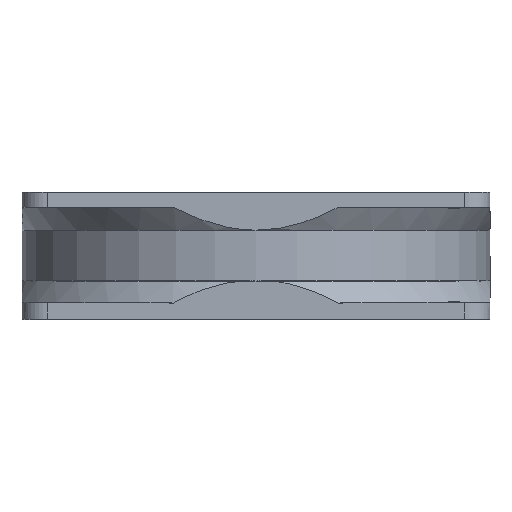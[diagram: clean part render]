
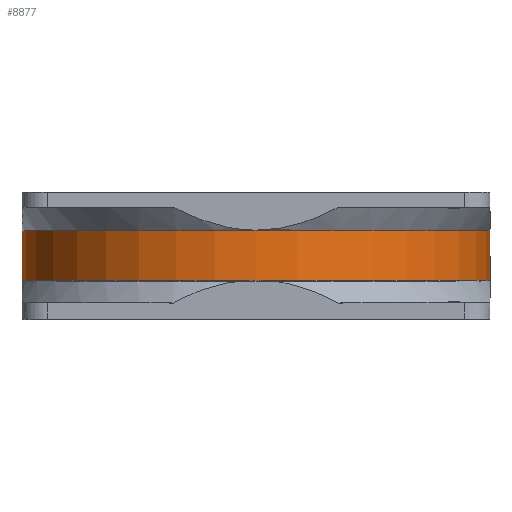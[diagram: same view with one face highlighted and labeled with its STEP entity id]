
A CAD part, top view. The second image highlights one B-rep face of the part: STEP entity #8877.
In plain terms, the highlighted cylindrical face has radius 46 mm (diameter 92 mm), a partial arc.
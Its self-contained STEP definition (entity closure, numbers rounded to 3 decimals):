
#333 = CARTESIAN_POINT ( 'NONE',  ( 92., 17.5, -46. ) ) ;
#647 = VERTEX_POINT ( 'NONE', #6302 ) ;
#761 = VERTEX_POINT ( 'NONE', #333 ) ;
#994 = VERTEX_POINT ( 'NONE', #2138 ) ;
#1091 = ORIENTED_EDGE ( 'NONE', *, *, #1706, .T. ) ;
#1130 = AXIS2_PLACEMENT_3D ( 'NONE', #2355, #4501, #4707 ) ;
#1280 = EDGE_CURVE ( 'NONE', #8149, #1482, #2684, .T. ) ;
#1388 = DIRECTION ( 'NONE',  ( 0., -1., 0. ) ) ;
#1482 = VERTEX_POINT ( 'NONE', #5936 ) ;
#1652 = CARTESIAN_POINT ( 'NONE',  ( 0., 0., -46. ) ) ;
#1706 = EDGE_CURVE ( 'NONE', #647, #1482, #6666, .T. ) ;
#1765 = DIRECTION ( 'NONE',  ( 1., 0., 0. ) ) ;
#1899 = EDGE_CURVE ( 'NONE', #3649, #647, #5822, .T. ) ;
#1915 = CARTESIAN_POINT ( 'NONE',  ( 46., 7.5, -46. ) ) ;
#1978 = AXIS2_PLACEMENT_3D ( 'NONE', #7280, #5608, #4185 ) ;
#1991 = FACE_OUTER_BOUND ( 'NONE', #7467, .T. ) ;
#2076 = CARTESIAN_POINT ( 'NONE',  ( 46., 7.5, 0. ) ) ;
#2138 = CARTESIAN_POINT ( 'NONE',  ( 92., 7.5, -46. ) ) ;
#2237 = ORIENTED_EDGE ( 'NONE', *, *, #6583, .F. ) ;
#2355 = CARTESIAN_POINT ( 'NONE',  ( 46., 17.5, -46. ) ) ;
#2582 = VECTOR ( 'NONE', #1388, 1000. ) ;
#2684 = CIRCLE ( 'NONE', #6157, 46. ) ;
#2845 = DIRECTION ( 'NONE',  ( 0., -1., 0. ) ) ;
#3625 = DIRECTION ( 'NONE',  ( 1., 0., 0. ) ) ;
#3649 = VERTEX_POINT ( 'NONE', #5538 ) ;
#3803 = EDGE_CURVE ( 'NONE', #761, #3649, #4106, .T. ) ;
#4043 = DIRECTION ( 'NONE',  ( 0., -1., 0. ) ) ;
#4106 = CIRCLE ( 'NONE', #4537, 46. ) ;
#4154 = DIRECTION ( 'NONE',  ( 0., -1., 0. ) ) ;
#4185 = DIRECTION ( 'NONE',  ( 1., 0., 0. ) ) ;
#4501 = DIRECTION ( 'NONE',  ( 0., -1., 0. ) ) ;
#4537 = AXIS2_PLACEMENT_3D ( 'NONE', #7501, #2845, #3625 ) ;
#4707 = DIRECTION ( 'NONE',  ( 1., 0., 0. ) ) ;
#4996 = DIRECTION ( 'NONE',  ( 1., 0., 0. ) ) ;
#5373 = LINE ( 'NONE', #9828, #2582 ) ;
#5538 = CARTESIAN_POINT ( 'NONE',  ( 46., 17.5, 0. ) ) ;
#5608 = DIRECTION ( 'NONE',  ( 0., -1., 0. ) ) ;
#5822 = CIRCLE ( 'NONE', #1130, 46. ) ;
#5936 = CARTESIAN_POINT ( 'NONE',  ( 0., 7.5, -46. ) ) ;
#6157 = AXIS2_PLACEMENT_3D ( 'NONE', #7249, #4154, #1765 ) ;
#6251 = ORIENTED_EDGE ( 'NONE', *, *, #1899, .T. ) ;
#6302 = CARTESIAN_POINT ( 'NONE',  ( 0., 17.5, -46. ) ) ;
#6485 = ORIENTED_EDGE ( 'NONE', *, *, #1280, .F. ) ;
#6583 = EDGE_CURVE ( 'NONE', #994, #8149, #9272, .T. ) ;
#6666 = LINE ( 'NONE', #1652, #8497 ) ;
#7249 = CARTESIAN_POINT ( 'NONE',  ( 46., 7.5, -46. ) ) ;
#7280 = CARTESIAN_POINT ( 'NONE',  ( 46., 0., -46. ) ) ;
#7467 = EDGE_LOOP ( 'NONE', ( #6251, #1091, #6485, #2237, #8244, #7878 ) ) ;
#7501 = CARTESIAN_POINT ( 'NONE',  ( 46., 17.5, -46. ) ) ;
#7878 = ORIENTED_EDGE ( 'NONE', *, *, #3803, .T. ) ;
#8149 = VERTEX_POINT ( 'NONE', #2076 ) ;
#8244 = ORIENTED_EDGE ( 'NONE', *, *, #9501, .F. ) ;
#8497 = VECTOR ( 'NONE', #4043, 1000. ) ;
#8877 = ADVANCED_FACE ( 'NONE', ( #1991 ), #8894, .T. ) ;
#8894 = CYLINDRICAL_SURFACE ( 'NONE', #1978, 46. ) ;
#9272 = CIRCLE ( 'NONE', #9858, 46. ) ;
#9501 = EDGE_CURVE ( 'NONE', #761, #994, #5373, .T. ) ;
#9615 = DIRECTION ( 'NONE',  ( 0., -1., 0. ) ) ;
#9828 = CARTESIAN_POINT ( 'NONE',  ( 92., 0., -46. ) ) ;
#9858 = AXIS2_PLACEMENT_3D ( 'NONE', #1915, #9615, #4996 ) ;
